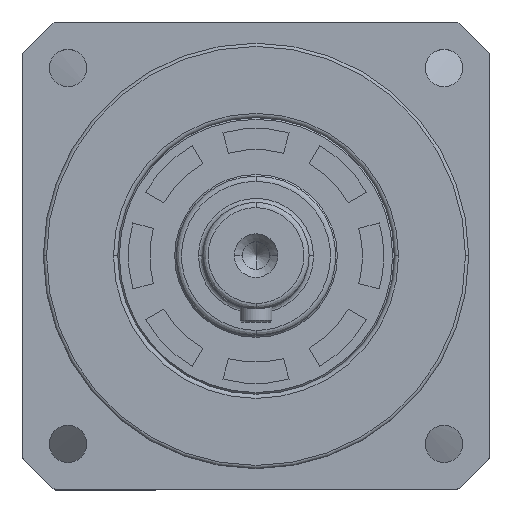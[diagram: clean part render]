
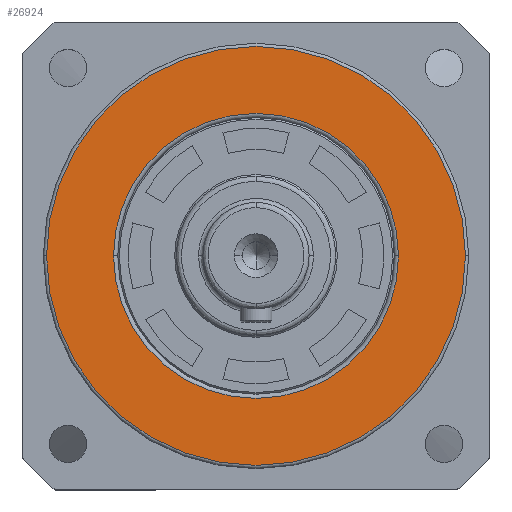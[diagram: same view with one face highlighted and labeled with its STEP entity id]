
A CAD part, top view. The second image highlights one B-rep face of the part: STEP entity #26924.
In plain terms, the highlighted planar face has unit normal (0, 0, 1).
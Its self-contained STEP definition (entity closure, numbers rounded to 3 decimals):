
#2670 = CARTESIAN_POINT ( 'NONE',  ( -39.4, 0., 44.5 ) ) ;
#3113 = AXIS2_PLACEMENT_3D ( 'NONE', #41833, #41779, #41740 ) ;
#6658 = FACE_OUTER_BOUND ( 'NONE', #42432, .T. ) ;
#9236 = CIRCLE ( 'NONE', #17831, 26.8 ) ;
#11198 = AXIS2_PLACEMENT_3D ( 'NONE', #25331, #25174, #25163 ) ;
#12751 = VERTEX_POINT ( 'NONE', #2670 ) ;
#13920 = EDGE_LOOP ( 'NONE', ( #27184, #31716 ) ) ;
#14027 = DIRECTION ( 'NONE',  ( 0., 0., -1. ) ) ;
#14307 = ORIENTED_EDGE ( 'NONE', *, *, #17281, .F. ) ;
#14310 = EDGE_CURVE ( 'NONE', #41558, #28290, #21914, .T. ) ;
#17281 = EDGE_CURVE ( 'NONE', #27171, #12751, #24908, .T. ) ;
#17831 = AXIS2_PLACEMENT_3D ( 'NONE', #47578, #47413, #47246 ) ;
#19861 = CARTESIAN_POINT ( 'NONE',  ( 39.4, 0., 44.5 ) ) ;
#21914 = CIRCLE ( 'NONE', #32953, 26.8 ) ;
#24908 = CIRCLE ( 'NONE', #3113, 39.4 ) ;
#25163 = DIRECTION ( 'NONE',  ( 1., 0., 0. ) ) ;
#25174 = DIRECTION ( 'NONE',  ( 0., 0., 1. ) ) ;
#25207 = PLANE ( 'NONE',  #11198 ) ;
#25331 = CARTESIAN_POINT ( 'NONE',  ( 0., 0., 44.5 ) ) ;
#25985 = EDGE_CURVE ( 'NONE', #28290, #41558, #9236, .T. ) ;
#26924 = ADVANCED_FACE ( 'NONE', ( #6658, #27944 ), #25207, .T. ) ;
#27171 = VERTEX_POINT ( 'NONE', #19861 ) ;
#27184 = ORIENTED_EDGE ( 'NONE', *, *, #14310, .T. ) ;
#27944 = FACE_BOUND ( 'NONE', #13920, .T. ) ;
#28290 = VERTEX_POINT ( 'NONE', #35462 ) ;
#28411 = CIRCLE ( 'NONE', #35143, 39.4 ) ;
#29727 = DIRECTION ( 'NONE',  ( 1., 0., 0. ) ) ;
#29905 = DIRECTION ( 'NONE',  ( 0., 0., -1. ) ) ;
#30063 = CARTESIAN_POINT ( 'NONE',  ( 0., 0., 44.5 ) ) ;
#30682 = EDGE_CURVE ( 'NONE', #12751, #27171, #28411, .T. ) ;
#31716 = ORIENTED_EDGE ( 'NONE', *, *, #25985, .T. ) ;
#32330 = CARTESIAN_POINT ( 'NONE',  ( 26.8, 0., 44.5 ) ) ;
#32953 = AXIS2_PLACEMENT_3D ( 'NONE', #30063, #29905, #29727 ) ;
#35143 = AXIS2_PLACEMENT_3D ( 'NONE', #38012, #14027, #41897 ) ;
#35462 = CARTESIAN_POINT ( 'NONE',  ( -26.8, 0., 44.5 ) ) ;
#38012 = CARTESIAN_POINT ( 'NONE',  ( 0., 0., 44.5 ) ) ;
#41558 = VERTEX_POINT ( 'NONE', #32330 ) ;
#41740 = DIRECTION ( 'NONE',  ( 1., 0., 0. ) ) ;
#41779 = DIRECTION ( 'NONE',  ( 0., 0., -1. ) ) ;
#41833 = CARTESIAN_POINT ( 'NONE',  ( 0., 0., 44.5 ) ) ;
#41897 = DIRECTION ( 'NONE',  ( 1., 0., 0. ) ) ;
#42432 = EDGE_LOOP ( 'NONE', ( #14307, #47701 ) ) ;
#47246 = DIRECTION ( 'NONE',  ( 1., 0., 0. ) ) ;
#47413 = DIRECTION ( 'NONE',  ( 0., 0., -1. ) ) ;
#47578 = CARTESIAN_POINT ( 'NONE',  ( 0., 0., 44.5 ) ) ;
#47701 = ORIENTED_EDGE ( 'NONE', *, *, #30682, .F. ) ;
